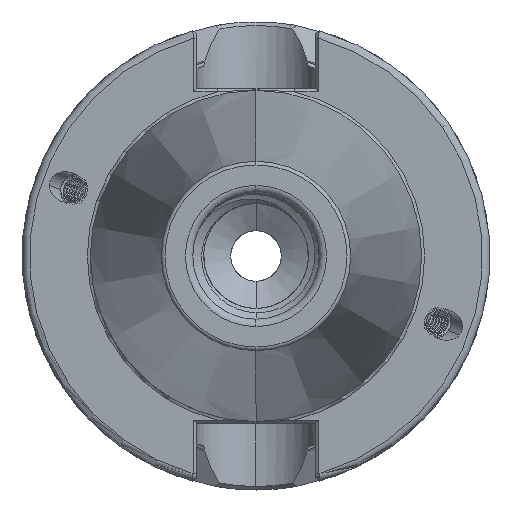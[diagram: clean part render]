
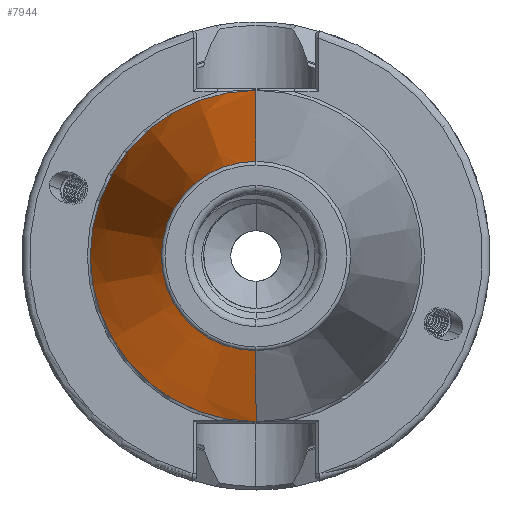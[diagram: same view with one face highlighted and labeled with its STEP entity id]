
A CAD part, left-side view. The second image highlights one B-rep face of the part: STEP entity #7944.
In plain terms, the highlighted conical face has half-angle 8.297 degrees and reference radius 22.298 mm.
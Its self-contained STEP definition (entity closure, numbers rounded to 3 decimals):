
#39 = EDGE_CURVE ( 'NONE', #5728, #5729, #7427, .T. ) ;
#41 = EDGE_CURVE ( 'NONE', #5731, #5729, #6134, .T. ) ;
#42 = EDGE_CURVE ( 'NONE', #5730, #5731, #7428, .T. ) ;
#43 = EDGE_CURVE ( 'NONE', #5730, #5728, #6140, .T. ) ;
#53 = VECTOR ( 'NONE', #6142, 1000. ) ;
#60 = VECTOR ( 'NONE', #6136, 1000. ) ;
#82 = AXIS2_PLACEMENT_3D ( 'NONE', #6130, #6137, #6138 ) ;
#84 = AXIS2_PLACEMENT_3D ( 'NONE', #6127, #6128, #6129 ) ;
#3907 = EDGE_LOOP ( 'NONE', ( #4175, #4173, #4174, #4172 ) ) ;
#4172 = ORIENTED_EDGE ( 'NONE', *, *, #43, .F. ) ;
#4173 = ORIENTED_EDGE ( 'NONE', *, *, #41, .T. ) ;
#4174 = ORIENTED_EDGE ( 'NONE', *, *, #39, .F. ) ;
#4175 = ORIENTED_EDGE ( 'NONE', *, *, #42, .T. ) ;
#5728 = VERTEX_POINT ( 'NONE', #12644 ) ;
#5729 = VERTEX_POINT ( 'NONE', #12645 ) ;
#5730 = VERTEX_POINT ( 'NONE', #12646 ) ;
#5731 = VERTEX_POINT ( 'NONE', #12647 ) ;
#6127 = CARTESIAN_POINT ( 'NONE',  ( -1.5, 0., 0. ) ) ;
#6128 = DIRECTION ( 'NONE',  ( 1., 0., 0. ) ) ;
#6129 = DIRECTION ( 'NONE',  ( 0., 0., -1. ) ) ;
#6130 = CARTESIAN_POINT ( 'NONE',  ( -66.972, 0., 0. ) ) ;
#6134 = LINE ( 'NONE', #6135, #60 ) ;
#6135 = CARTESIAN_POINT ( 'NONE',  ( -1.5, 0., 22.298 ) ) ;
#6136 = DIRECTION ( 'NONE',  ( 0.99, 0., 0.144 ) ) ;
#6137 = DIRECTION ( 'NONE',  ( 1., 0., 0. ) ) ;
#6138 = DIRECTION ( 'NONE',  ( 0., 0., -1. ) ) ;
#6140 = LINE ( 'NONE', #6141, #53 ) ;
#6141 = CARTESIAN_POINT ( 'NONE',  ( -1.5, 0., -22.298 ) ) ;
#6142 = DIRECTION ( 'NONE',  ( 0.99, 0., -0.144 ) ) ;
#7427 = CIRCLE ( 'NONE', #84, 22.298 ) ;
#7428 = CIRCLE ( 'NONE', #82, 12.75 ) ;
#7519 = CONICAL_SURFACE ( 'NONE', #10320, 22.298, 0.145 ) ;
#7944 = ADVANCED_FACE ( 'NONE', ( #10317 ), #7519, .T. ) ;
#8350 = CARTESIAN_POINT ( 'NONE',  ( -1.5, 0., 0. ) ) ;
#8351 = DIRECTION ( 'NONE',  ( 1., 0., 0. ) ) ;
#8352 = DIRECTION ( 'NONE',  ( 0., 0., -1. ) ) ;
#10317 = FACE_OUTER_BOUND ( 'NONE', #3907, .T. ) ;
#10320 = AXIS2_PLACEMENT_3D ( 'NONE', #8350, #8351, #8352 ) ;
#12644 = CARTESIAN_POINT ( 'NONE',  ( -1.5, 0., -22.298 ) ) ;
#12645 = CARTESIAN_POINT ( 'NONE',  ( -1.5, 0., 22.298 ) ) ;
#12646 = CARTESIAN_POINT ( 'NONE',  ( -66.972, 0., -12.75 ) ) ;
#12647 = CARTESIAN_POINT ( 'NONE',  ( -66.972, 0., 12.75 ) ) ;
